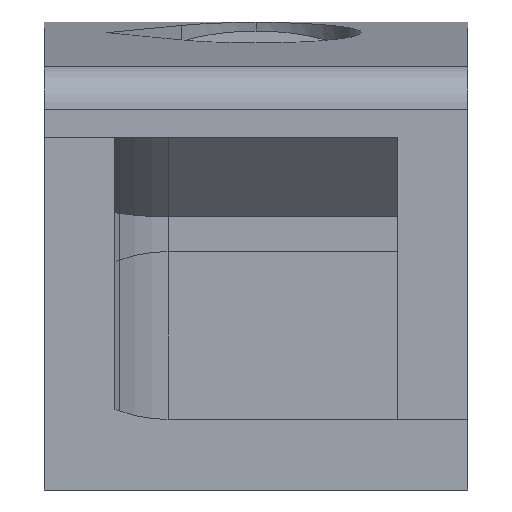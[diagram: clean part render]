
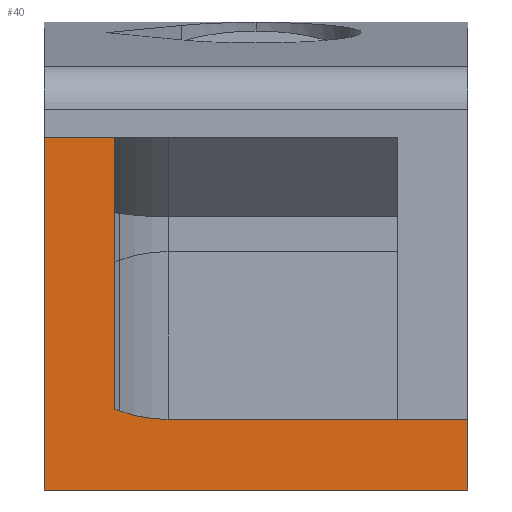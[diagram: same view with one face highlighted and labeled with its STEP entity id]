
A CAD part, front view. The second image highlights one B-rep face of the part: STEP entity #40.
In plain terms, the highlighted planar face has unit normal (0, -1, 0).
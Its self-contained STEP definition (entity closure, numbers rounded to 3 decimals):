
#40 = ADVANCED_FACE ( 'NONE', ( #223 ), #1367, .T. ) ;
#67 = CIRCLE ( 'NONE', #813, 10. ) ;
#94 = VECTOR ( 'NONE', #1447, 1000. ) ;
#98 = VECTOR ( 'NONE', #1452, 1000. ) ;
#100 = LINE ( 'NONE', #1428, #94 ) ;
#101 = LINE ( 'NONE', #1436, #98 ) ;
#137 = VECTOR ( 'NONE', #1467, 1000. ) ;
#150 = VECTOR ( 'NONE', #1105, 1000. ) ;
#151 = LINE ( 'NONE', #1046, #156 ) ;
#154 = LINE ( 'NONE', #1496, #179 ) ;
#156 = VECTOR ( 'NONE', #1048, 1000. ) ;
#170 = LINE ( 'NONE', #1466, #137 ) ;
#179 = VECTOR ( 'NONE', #1497, 1000. ) ;
#196 = VECTOR ( 'NONE', #1062, 1000. ) ;
#205 = LINE ( 'NONE', #1016, #196 ) ;
#223 = FACE_OUTER_BOUND ( 'NONE', #311, .T. ) ;
#236 = LINE ( 'NONE', #1106, #150 ) ;
#311 = EDGE_LOOP ( 'NONE', ( #408, #367, #358, #357, #355, #361, #376, #356 ) ) ;
#355 = ORIENTED_EDGE ( 'NONE', *, *, #628, .F. ) ;
#356 = ORIENTED_EDGE ( 'NONE', *, *, #656, .F. ) ;
#357 = ORIENTED_EDGE ( 'NONE', *, *, #625, .F. ) ;
#358 = ORIENTED_EDGE ( 'NONE', *, *, #685, .T. ) ;
#361 = ORIENTED_EDGE ( 'NONE', *, *, #674, .T. ) ;
#367 = ORIENTED_EDGE ( 'NONE', *, *, #739, .T. ) ;
#376 = ORIENTED_EDGE ( 'NONE', *, *, #702, .T. ) ;
#408 = ORIENTED_EDGE ( 'NONE', *, *, #660, .F. ) ;
#625 = EDGE_CURVE ( 'NONE', #843, #864, #101, .T. ) ;
#628 = EDGE_CURVE ( 'NONE', #872, #843, #100, .T. ) ;
#656 = EDGE_CURVE ( 'NONE', #895, #924, #170, .T. ) ;
#660 = EDGE_CURVE ( 'NONE', #853, #895, #154, .T. ) ;
#674 = EDGE_CURVE ( 'NONE', #872, #888, #151, .T. ) ;
#685 = EDGE_CURVE ( 'NONE', #887, #864, #205, .T. ) ;
#702 = EDGE_CURVE ( 'NONE', #888, #924, #236, .T. ) ;
#739 = EDGE_CURVE ( 'NONE', #853, #887, #67, .T. ) ;
#762 = AXIS2_PLACEMENT_3D ( 'NONE', #1325, #1328, #1329 ) ;
#813 = AXIS2_PLACEMENT_3D ( 'NONE', #1188, #1197, #1193 ) ;
#843 = VERTEX_POINT ( 'NONE', #1214 ) ;
#853 = VERTEX_POINT ( 'NONE', #1207 ) ;
#864 = VERTEX_POINT ( 'NONE', #1274 ) ;
#872 = VERTEX_POINT ( 'NONE', #1267 ) ;
#887 = VERTEX_POINT ( 'NONE', #1273 ) ;
#888 = VERTEX_POINT ( 'NONE', #1235 ) ;
#895 = VERTEX_POINT ( 'NONE', #1280 ) ;
#924 = VERTEX_POINT ( 'NONE', #1302 ) ;
#1016 = CARTESIAN_POINT ( 'NONE',  ( -74.043, 38.674, 62.15 ) ) ;
#1046 = CARTESIAN_POINT ( 'NONE',  ( -51.006, 38.674, 76.218 ) ) ;
#1048 = DIRECTION ( 'NONE',  ( 0., 0., -1. ) ) ;
#1062 = DIRECTION ( 'NONE',  ( -0.94, 0., 0.342 ) ) ;
#1105 = DIRECTION ( 'NONE',  ( 1., 0., 0. ) ) ;
#1106 = CARTESIAN_POINT ( 'NONE',  ( -81.42, 38.674, 46.218 ) ) ;
#1188 = CARTESIAN_POINT ( 'NONE',  ( -42.243, 38.674, 61.218 ) ) ;
#1193 = DIRECTION ( 'NONE',  ( 0., 0., 1. ) ) ;
#1197 = DIRECTION ( 'NONE',  ( 0., 1., 0. ) ) ;
#1207 = CARTESIAN_POINT ( 'NONE',  ( -42.243, 38.674, 51.218 ) ) ;
#1214 = CARTESIAN_POINT ( 'NONE',  ( -46.006, 38.674, 71.218 ) ) ;
#1235 = CARTESIAN_POINT ( 'NONE',  ( -51.006, 38.674, 46.218 ) ) ;
#1267 = CARTESIAN_POINT ( 'NONE',  ( -51.006, 38.674, 71.218 ) ) ;
#1273 = CARTESIAN_POINT ( 'NONE',  ( -45.663, 38.674, 51.821 ) ) ;
#1274 = CARTESIAN_POINT ( 'NONE',  ( -46.006, 38.674, 51.945 ) ) ;
#1280 = CARTESIAN_POINT ( 'NONE',  ( -21.006, 38.674, 51.218 ) ) ;
#1302 = CARTESIAN_POINT ( 'NONE',  ( -21.006, 38.674, 46.218 ) ) ;
#1325 = CARTESIAN_POINT ( 'NONE',  ( -81.42, 38.674, 76.218 ) ) ;
#1328 = DIRECTION ( 'NONE',  ( 0., -1., 0. ) ) ;
#1329 = DIRECTION ( 'NONE',  ( 0., 0., -1. ) ) ;
#1367 = PLANE ( 'NONE',  #762 ) ;
#1428 = CARTESIAN_POINT ( 'NONE',  ( -51.006, 38.674, 71.218 ) ) ;
#1436 = CARTESIAN_POINT ( 'NONE',  ( -46.006, 38.674, 51.218 ) ) ;
#1447 = DIRECTION ( 'NONE',  ( 1., 0., 0. ) ) ;
#1452 = DIRECTION ( 'NONE',  ( 0., 0., -1. ) ) ;
#1466 = CARTESIAN_POINT ( 'NONE',  ( -21.006, 38.674, 76.218 ) ) ;
#1467 = DIRECTION ( 'NONE',  ( 0., 0., -1. ) ) ;
#1496 = CARTESIAN_POINT ( 'NONE',  ( -78.022, 38.674, 51.218 ) ) ;
#1497 = DIRECTION ( 'NONE',  ( 1., 0., 0. ) ) ;
